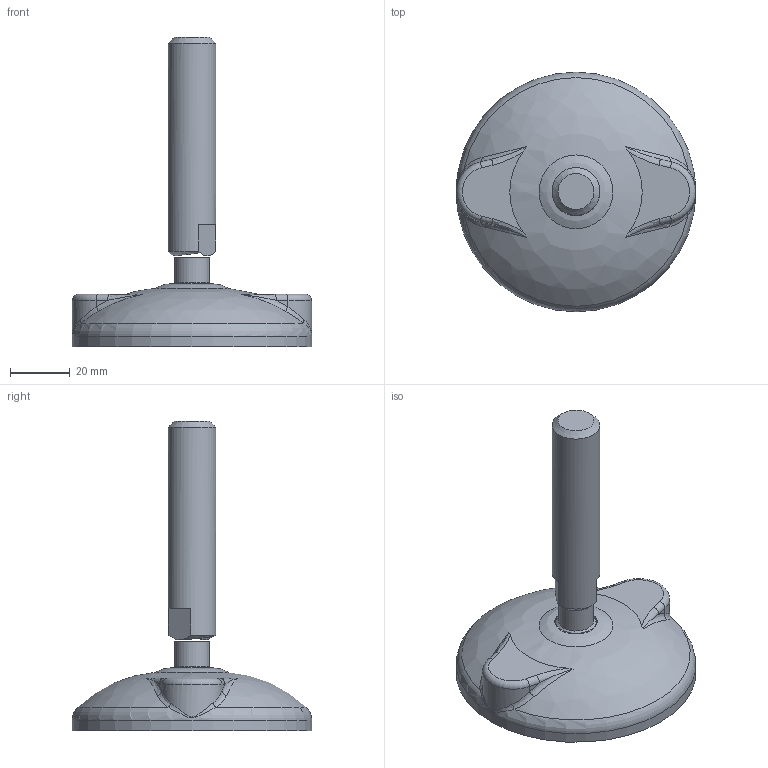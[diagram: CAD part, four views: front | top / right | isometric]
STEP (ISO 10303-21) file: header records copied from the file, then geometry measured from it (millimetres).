
FILE_DESCRIPTION(/* description */ (''),/* implementation_level */ '2;1');
FILE_NAME(/* name */ 'CPDSN0000020.stp',/* time_stamp */ '2019-02-13T17:59:49+01:00',/* author */ ('fzagni'),/* organization */ (''),/* preprocessor_version */ 'ST-DEVELOPER v17.2',/* originating_system */ 'Autodesk Inventor 2019',/* authorisation */ '');
FILE_SCHEMA (('AUTOMOTIVE_DESIGN { 1 0 10303 214 3 1 1 }'));
Length unit declared in the file: millimetre
Products named in the file (1): Parte2
Bounding box: 80 x 80 x 103.34 mm (x, y, z)
Volume: 88944.5 mm3; surface area: 17664.6 mm2
Topology: 1 solids, 3 shells, 51 faces, 125 edges, 79 vertices
Faces by surface type: bspline 16, plane 15, cylinder 12, cone 4, torus 3, sphere 1
Full cylindrical faces by diameter (mm): 9 x2, 11.7 x1, 13.416 x1, 16 x1, 80 x1
Entity records: 2105 total; most frequent: CARTESIAN_POINT 865, ORIENTED_EDGE 246, DIRECTION 218, EDGE_CURVE 123, AXIS2_PLACEMENT_3D 95, VERTEX_POINT 79, CIRCLE 59, EDGE_LOOP 52
